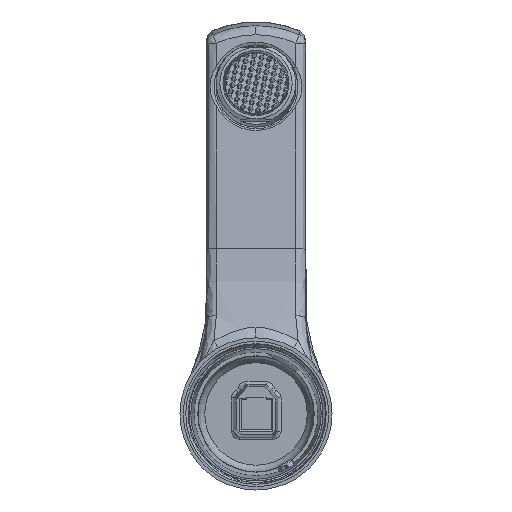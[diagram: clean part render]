
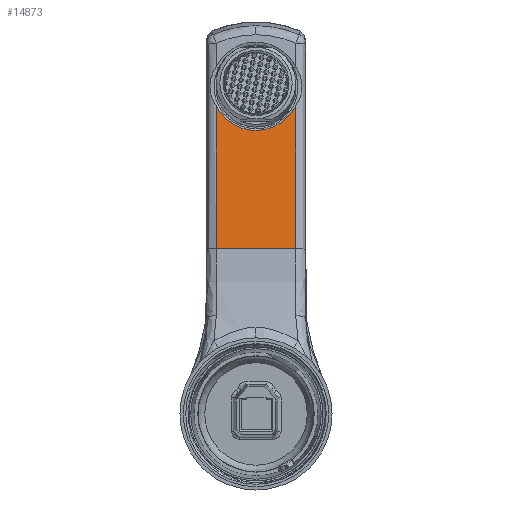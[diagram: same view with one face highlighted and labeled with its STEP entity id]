
A CAD part, front view. The second image highlights one B-rep face of the part: STEP entity #14873.
In plain terms, the highlighted planar face has unit normal (0, -0.996, 0.087).
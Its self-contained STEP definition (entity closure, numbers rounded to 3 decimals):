
#626 = ORIENTED_EDGE ( 'NONE', *, *, #26326, .F. ) ;
#851 = CARTESIAN_POINT ( 'NONE',  ( 12., 81.643, 78.817 ) ) ;
#1590 = EDGE_CURVE ( 'NONE', #38604, #2901, #26035, .T. ) ;
#2151 = EDGE_CURVE ( 'NONE', #2901, #17777, #6689, .T. ) ;
#2552 = ORIENTED_EDGE ( 'NONE', *, *, #15918, .F. ) ;
#2901 = VERTEX_POINT ( 'NONE', #39842 ) ;
#5775 = VERTEX_POINT ( 'NONE', #44267 ) ;
#6689 = B_SPLINE_CURVE_WITH_KNOTS ( 'NONE', 3,
 ( #13182, #28070, #43448, #47126 ),
 .UNSPECIFIED., .F., .F.,
 ( 4, 4 ),
 ( 0.305, 1. ),
 .UNSPECIFIED. ) ;
#7468 = AXIS2_PLACEMENT_3D ( 'NONE', #42813, #20601, #20357 ) ;
#11966 = ORIENTED_EDGE ( 'NONE', *, *, #2151, .T. ) ;
#13182 = CARTESIAN_POINT ( 'NONE',  ( -12., 82.904, 93.225 ) ) ;
#13277 = CARTESIAN_POINT ( 'NONE',  ( -12., 79.122, 50. ) ) ;
#14543 = B_SPLINE_CURVE_WITH_KNOTS ( 'NONE', 3,
 ( #45541, #851, #31099, #45779 ),
 .UNSPECIFIED., .F., .F.,
 ( 4, 4 ),
 ( 0.305, 1. ),
 .UNSPECIFIED. ) ;
#14873 = ADVANCED_FACE ( 'NONE', ( #32053 ), #46012, .F. ) ;
#15709 = CARTESIAN_POINT ( 'NONE',  ( 12., 82.904, 93.225 ) ) ;
#15918 = EDGE_CURVE ( 'NONE', #38604, #5775, #14543, .T. ) ;
#17487 = DIRECTION ( 'NONE',  ( -1., 0., 0. ) ) ;
#17777 = VERTEX_POINT ( 'NONE', #13277 ) ;
#20357 = DIRECTION ( 'NONE',  ( 0., -0.087, -0.996 ) ) ;
#20601 = DIRECTION ( 'NONE',  ( 0., 0.996, -0.087 ) ) ;
#24569 = CARTESIAN_POINT ( 'NONE',  ( 21.5, 79.122, 50. ) ) ;
#25067 = EDGE_LOOP ( 'NONE', ( #2552, #26648, #11966, #626 ) ) ;
#26035 =( BOUNDED_CURVE ( )  B_SPLINE_CURVE ( 3, ( #36414, #32995, #32019, #47178 ),
 .UNSPECIFIED., .F., .T. ) 
 B_SPLINE_CURVE_WITH_KNOTS ( ( 4, 4 ),
 ( 2.027, 4.256 ),
 .UNSPECIFIED. ) 
 CURVE ( )  GEOMETRIC_REPRESENTATION_ITEM ( )  RATIONAL_B_SPLINE_CURVE ( ( 1., 0.627, 0.627, 1. ) ) 
 REPRESENTATION_ITEM ( '' )  );
#26326 = EDGE_CURVE ( 'NONE', #5775, #17777, #39939, .T. ) ;
#26648 = ORIENTED_EDGE ( 'NONE', *, *, #1590, .T. ) ;
#28070 = CARTESIAN_POINT ( 'NONE',  ( -12., 81.643, 78.817 ) ) ;
#31099 = CARTESIAN_POINT ( 'NONE',  ( 12., 80.382, 64.408 ) ) ;
#32019 = CARTESIAN_POINT ( 'NONE',  ( -6.377, 81.902, 81.775 ) ) ;
#32053 = FACE_OUTER_BOUND ( 'NONE', #25067, .T. ) ;
#32995 = CARTESIAN_POINT ( 'NONE',  ( 6.377, 81.902, 81.775 ) ) ;
#36414 = CARTESIAN_POINT ( 'NONE',  ( 12., 82.904, 93.225 ) ) ;
#38604 = VERTEX_POINT ( 'NONE', #15709 ) ;
#39842 = CARTESIAN_POINT ( 'NONE',  ( -12., 82.904, 93.225 ) ) ;
#39939 = LINE ( 'NONE', #24569, #41420 ) ;
#41420 = VECTOR ( 'NONE', #17487, 1000. ) ;
#42813 = CARTESIAN_POINT ( 'NONE',  ( 21.5, 85., 117.188 ) ) ;
#43448 = CARTESIAN_POINT ( 'NONE',  ( -12., 80.382, 64.408 ) ) ;
#44267 = CARTESIAN_POINT ( 'NONE',  ( 12., 79.122, 50. ) ) ;
#45541 = CARTESIAN_POINT ( 'NONE',  ( 12., 82.904, 93.225 ) ) ;
#45779 = CARTESIAN_POINT ( 'NONE',  ( 12., 79.122, 50. ) ) ;
#46012 = PLANE ( 'NONE',  #7468 ) ;
#47126 = CARTESIAN_POINT ( 'NONE',  ( -12., 79.122, 50. ) ) ;
#47178 = CARTESIAN_POINT ( 'NONE',  ( -12., 82.904, 93.225 ) ) ;
